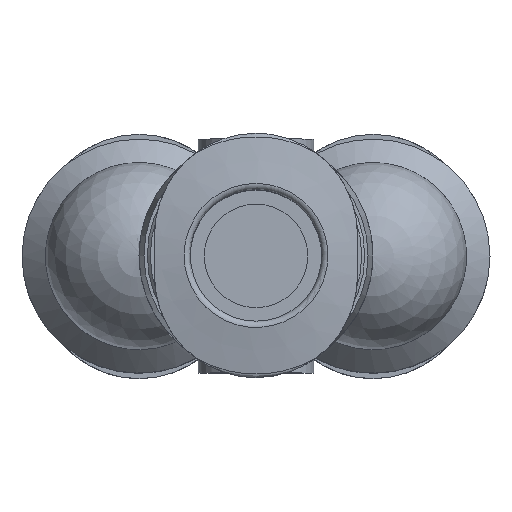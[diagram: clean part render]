
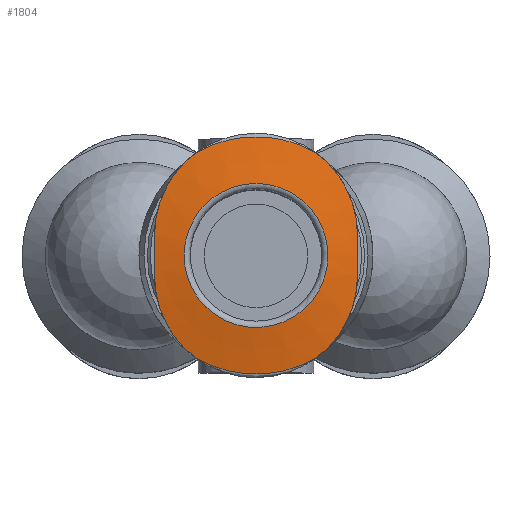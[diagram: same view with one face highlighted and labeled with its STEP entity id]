
A CAD part, top view. The second image highlights one B-rep face of the part: STEP entity #1804.
In plain terms, the highlighted conical face has half-angle 80 degrees and reference radius 5.735 mm.
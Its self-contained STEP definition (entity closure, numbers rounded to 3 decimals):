
#48=CONICAL_SURFACE('',#1951,5.735,1.396);
#87=B_SPLINE_CURVE_WITH_KNOTS('',3,(#2683,#2684,#2685,#2686),
 .UNSPECIFIED.,.F.,.F.,(4,4),(0.,0.005),
 .UNSPECIFIED.);
#88=B_SPLINE_CURVE_WITH_KNOTS('',3,(#2692,#2693,#2694,#2695),
 .UNSPECIFIED.,.F.,.F.,(4,4),(0.,0.005),
 .UNSPECIFIED.);
#91=B_SPLINE_CURVE_WITH_KNOTS('',3,(#2707,#2708,#2709,#2710),
 .UNSPECIFIED.,.F.,.F.,(4,4),(0.002,0.004),
 .UNSPECIFIED.);
#92=B_SPLINE_CURVE_WITH_KNOTS('',3,(#2714,#2715,#2716,#2717),
 .UNSPECIFIED.,.F.,.F.,(4,4),(0.,0.005),
 .UNSPECIFIED.);
#93=B_SPLINE_CURVE_WITH_KNOTS('',3,(#2721,#2722,#2723,#2724),
 .UNSPECIFIED.,.F.,.F.,(4,4),(0.,0.005),
 .UNSPECIFIED.);
#96=B_SPLINE_CURVE_WITH_KNOTS('',3,(#2736,#2737,#2738,#2739),
 .UNSPECIFIED.,.F.,.F.,(4,4),(0.002,0.004),
 .UNSPECIFIED.);
#416=ORIENTED_EDGE('',*,*,#643,.F.);
#417=ORIENTED_EDGE('',*,*,#625,.F.);
#418=ORIENTED_EDGE('',*,*,#644,.T.);
#419=ORIENTED_EDGE('',*,*,#628,.F.);
#420=ORIENTED_EDGE('',*,*,#638,.F.);
#421=ORIENTED_EDGE('',*,*,#633,.F.);
#422=ORIENTED_EDGE('',*,*,#645,.T.);
#423=ORIENTED_EDGE('',*,*,#635,.F.);
#424=ORIENTED_EDGE('',*,*,#631,.F.);
#625=EDGE_CURVE('',#768,#769,#87,.T.);
#628=EDGE_CURVE('',#770,#771,#88,.T.);
#631=EDGE_CURVE('',#769,#773,#91,.T.);
#633=EDGE_CURVE('',#774,#775,#92,.T.);
#635=EDGE_CURVE('',#773,#776,#93,.T.);
#638=EDGE_CURVE('',#775,#770,#96,.T.);
#643=EDGE_CURVE('',#782,#782,#871,.T.);
#644=EDGE_CURVE('',#768,#771,#872,.T.);
#645=EDGE_CURVE('',#774,#776,#873,.T.);
#768=VERTEX_POINT('',#2687);
#769=VERTEX_POINT('',#2688);
#770=VERTEX_POINT('',#2691);
#771=VERTEX_POINT('',#2696);
#773=VERTEX_POINT('',#2711);
#774=VERTEX_POINT('',#2718);
#775=VERTEX_POINT('',#2719);
#776=VERTEX_POINT('',#2725);
#782=VERTEX_POINT('',#2754);
#871=CIRCLE('',#1950,3.475);
#872=CIRCLE('',#1952,5.735);
#873=CIRCLE('',#1953,5.735);
#976=EDGE_LOOP('',(#416));
#977=EDGE_LOOP('',(#417,#418,#419,#420,#421,#422,#423,#424));
#1102=FACE_BOUND('',#976,.T.);
#1103=FACE_BOUND('',#977,.T.);
#1804=ADVANCED_FACE('',(#1102,#1103),#48,.T.);
#1950=AXIS2_PLACEMENT_3D('',#2753,#2240,#2241);
#1951=AXIS2_PLACEMENT_3D('',#2755,#2242,#2243);
#1952=AXIS2_PLACEMENT_3D('',#2756,#2244,#2245);
#1953=AXIS2_PLACEMENT_3D('',#2757,#2246,#2247);
#2240=DIRECTION('',(0.,0.,1.));
#2241=DIRECTION('',(1.,0.,0.));
#2242=DIRECTION('',(0.,0.,-1.));
#2243=DIRECTION('',(-1.,0.,0.));
#2244=DIRECTION('',(0.,0.,1.));
#2245=DIRECTION('',(1.,0.,0.));
#2246=DIRECTION('',(0.,0.,1.));
#2247=DIRECTION('',(1.,0.,0.));
#2683=CARTESIAN_POINT('',(2.915,4.939,32.202));
#2684=CARTESIAN_POINT('',(4.151,4.024,32.23));
#2685=CARTESIAN_POINT('',(4.9,2.537,32.277));
#2686=CARTESIAN_POINT('',(4.9,1.,32.331));
#2687=CARTESIAN_POINT('',(2.915,4.939,32.202));
#2688=CARTESIAN_POINT('',(4.9,1.,32.331));
#2691=CARTESIAN_POINT('',(-4.9,1.,32.331));
#2692=CARTESIAN_POINT('',(-4.9,1.,32.331));
#2693=CARTESIAN_POINT('',(-4.9,2.538,32.277));
#2694=CARTESIAN_POINT('',(-4.151,4.024,32.23));
#2695=CARTESIAN_POINT('',(-2.915,4.939,32.202));
#2696=CARTESIAN_POINT('',(-2.915,4.939,32.202));
#2707=CARTESIAN_POINT('',(4.9,1.,32.331));
#2708=CARTESIAN_POINT('',(4.9,0.333,32.354));
#2709=CARTESIAN_POINT('',(4.9,-0.333,32.354));
#2710=CARTESIAN_POINT('',(4.9,-1.,32.331));
#2711=CARTESIAN_POINT('',(4.9,-1.,32.331));
#2714=CARTESIAN_POINT('',(-2.915,-4.939,32.202));
#2715=CARTESIAN_POINT('',(-4.151,-4.024,32.23));
#2716=CARTESIAN_POINT('',(-4.9,-2.537,32.277));
#2717=CARTESIAN_POINT('',(-4.9,-1.,32.331));
#2718=CARTESIAN_POINT('',(-2.915,-4.939,32.202));
#2719=CARTESIAN_POINT('',(-4.9,-1.,32.331));
#2721=CARTESIAN_POINT('',(4.9,-1.,32.331));
#2722=CARTESIAN_POINT('',(4.9,-2.538,32.277));
#2723=CARTESIAN_POINT('',(4.151,-4.024,32.23));
#2724=CARTESIAN_POINT('',(2.915,-4.939,32.202));
#2725=CARTESIAN_POINT('',(2.915,-4.939,32.202));
#2736=CARTESIAN_POINT('',(-4.9,-1.,32.331));
#2737=CARTESIAN_POINT('',(-4.9,-0.333,32.354));
#2738=CARTESIAN_POINT('',(-4.9,0.333,32.354));
#2739=CARTESIAN_POINT('',(-4.9,1.,32.331));
#2753=CARTESIAN_POINT('',(0.,0.,32.6));
#2754=CARTESIAN_POINT('',(3.475,0.,32.6));
#2755=CARTESIAN_POINT('',(0.,0.,32.202));
#2756=CARTESIAN_POINT('',(0.,0.,32.202));
#2757=CARTESIAN_POINT('',(0.,0.,32.202));
